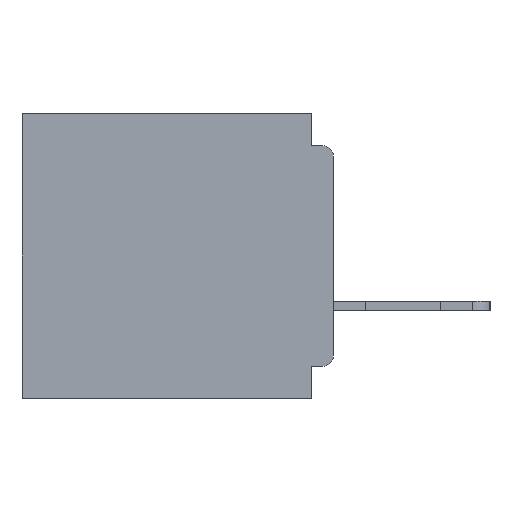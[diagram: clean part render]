
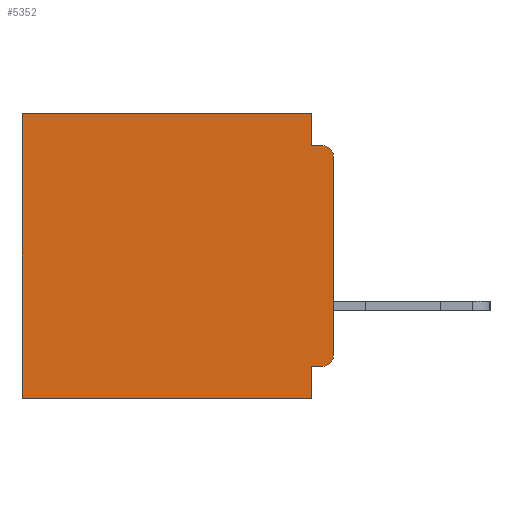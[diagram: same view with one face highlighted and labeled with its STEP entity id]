
A CAD part, left-side view. The second image highlights one B-rep face of the part: STEP entity #5352.
In plain terms, the highlighted planar face has unit normal (-1, 0, 0).
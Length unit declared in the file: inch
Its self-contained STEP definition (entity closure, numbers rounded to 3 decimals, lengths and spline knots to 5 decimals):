
#161 = DIRECTION ( 'NONE',  ( 0., 0., -1. ) ) ;
#221 = DIRECTION ( 'NONE',  ( 1., 0., 0. ) ) ;
#384 = CARTESIAN_POINT ( 'NONE',  ( 0.3, 0., -0.4 ) ) ;
#539 = DIRECTION ( 'NONE',  ( 0., 1., 0. ) ) ;
#807 = ORIENTED_EDGE ( 'NONE', *, *, #52259, .T. ) ;
#1989 = EDGE_CURVE ( 'NONE', #46624, #16150, #7008, .T. ) ;
#2196 = ORIENTED_EDGE ( 'NONE', *, *, #17453, .T. ) ;
#2942 = ORIENTED_EDGE ( 'NONE', *, *, #17927, .T. ) ;
#3671 = ORIENTED_EDGE ( 'NONE', *, *, #1989, .T. ) ;
#3708 = CARTESIAN_POINT ( 'NONE',  ( 0.3, 0., -0.06 ) ) ;
#4033 = VERTEX_POINT ( 'NONE', #47867 ) ;
#4214 = VERTEX_POINT ( 'NONE', #40469 ) ;
#5144 = VECTOR ( 'NONE', #52360, 39.37008 ) ;
#5291 = AXIS2_PLACEMENT_3D ( 'NONE', #384, #221, #161 ) ;
#5352 = ADVANCED_FACE ( 'NONE', ( #11387 ), #42380, .F. ) ;
#6296 = CARTESIAN_POINT ( 'NONE',  ( 0.3, 0.015, -0.355 ) ) ;
#7008 = CIRCLE ( 'NONE', #16391, 0.015 ) ;
#7522 = ORIENTED_EDGE ( 'NONE', *, *, #29129, .F. ) ;
#7921 = LINE ( 'NONE', #42283, #20656 ) ;
#9509 = EDGE_CURVE ( 'NONE', #38709, #16150, #42972, .T. ) ;
#9511 = LINE ( 'NONE', #17209, #20735 ) ;
#10101 = CARTESIAN_POINT ( 'NONE',  ( 0.3, 0.031, 0. ) ) ;
#11387 = FACE_OUTER_BOUND ( 'NONE', #18891, .T. ) ;
#11578 = DIRECTION ( 'NONE',  ( -1., 0., 0. ) ) ;
#13614 = CARTESIAN_POINT ( 'NONE',  ( 0.3, 0.015, -0.34 ) ) ;
#15618 = CARTESIAN_POINT ( 'NONE',  ( 0.3, 0.031, -0.4 ) ) ;
#16150 = VERTEX_POINT ( 'NONE', #37602 ) ;
#16391 = AXIS2_PLACEMENT_3D ( 'NONE', #30661, #11578, #37150 ) ;
#16583 = VERTEX_POINT ( 'NONE', #55753 ) ;
#17209 = CARTESIAN_POINT ( 'NONE',  ( 0.3, 0., -0.355 ) ) ;
#17244 = CIRCLE ( 'NONE', #46655, 0.015 ) ;
#17338 = VECTOR ( 'NONE', #30032, 39.37008 ) ;
#17453 = EDGE_CURVE ( 'NONE', #47452, #4033, #28236, .T. ) ;
#17627 = VECTOR ( 'NONE', #26836, 39.37008 ) ;
#17886 = LINE ( 'NONE', #38089, #5144 ) ;
#17927 = EDGE_CURVE ( 'NONE', #4033, #29555, #25173, .T. ) ;
#18420 = DIRECTION ( 'NONE',  ( 0., 0., -1. ) ) ;
#18891 = EDGE_LOOP ( 'NONE', ( #53152, #3671, #27004, #7522, #2196, #2942, #56011, #34274, #19465, #807 ) ) ;
#19465 = ORIENTED_EDGE ( 'NONE', *, *, #58694, .F. ) ;
#20656 = VECTOR ( 'NONE', #56330, 39.37008 ) ;
#20735 = VECTOR ( 'NONE', #55234, 39.37008 ) ;
#23487 = LINE ( 'NONE', #31353, #47206 ) ;
#23690 = VECTOR ( 'NONE', #28173, 39.37008 ) ;
#25173 = LINE ( 'NONE', #51792, #23690 ) ;
#25712 = CARTESIAN_POINT ( 'NONE',  ( 0.3, 0.437, -0.4 ) ) ;
#25739 = CARTESIAN_POINT ( 'NONE',  ( 0.3, 0.031, -0.045 ) ) ;
#26836 = DIRECTION ( 'NONE',  ( 0., -1., 0. ) ) ;
#27004 = ORIENTED_EDGE ( 'NONE', *, *, #9509, .F. ) ;
#28173 = DIRECTION ( 'NONE',  ( 0., 0., -1. ) ) ;
#28236 = LINE ( 'NONE', #29255, #42333 ) ;
#29129 = EDGE_CURVE ( 'NONE', #47452, #38709, #23487, .T. ) ;
#29255 = CARTESIAN_POINT ( 'NONE',  ( 0.3, 0., 0. ) ) ;
#29555 = VERTEX_POINT ( 'NONE', #25712 ) ;
#30032 = DIRECTION ( 'NONE',  ( 0., 0., -1. ) ) ;
#30091 = EDGE_CURVE ( 'NONE', #4214, #16583, #42680, .T. ) ;
#30661 = CARTESIAN_POINT ( 'NONE',  ( 0.3, 0.015, -0.06 ) ) ;
#30762 = VERTEX_POINT ( 'NONE', #6296 ) ;
#31353 = CARTESIAN_POINT ( 'NONE',  ( 0.3, 0.031, 0. ) ) ;
#31546 = EDGE_CURVE ( 'NONE', #16583, #29555, #17886, .T. ) ;
#34274 = ORIENTED_EDGE ( 'NONE', *, *, #30091, .F. ) ;
#34539 = VERTEX_POINT ( 'NONE', #52618 ) ;
#37150 = DIRECTION ( 'NONE',  ( 0., 0., -1. ) ) ;
#37602 = CARTESIAN_POINT ( 'NONE',  ( 0.3, 0.015, -0.045 ) ) ;
#38089 = CARTESIAN_POINT ( 'NONE',  ( 0.3, 0., -0.4 ) ) ;
#38709 = VERTEX_POINT ( 'NONE', #25739 ) ;
#39513 = EDGE_CURVE ( 'NONE', #46624, #34539, #7921, .T. ) ;
#40469 = CARTESIAN_POINT ( 'NONE',  ( 0.3, 0.031, -0.355 ) ) ;
#42283 = CARTESIAN_POINT ( 'NONE',  ( 0.3, 0., -0.4 ) ) ;
#42333 = VECTOR ( 'NONE', #539, 39.37008 ) ;
#42380 = PLANE ( 'NONE',  #5291 ) ;
#42680 = LINE ( 'NONE', #15618, #17338 ) ;
#42972 = LINE ( 'NONE', #54995, #17627 ) ;
#46624 = VERTEX_POINT ( 'NONE', #3708 ) ;
#46655 = AXIS2_PLACEMENT_3D ( 'NONE', #13614, #46891, #18420 ) ;
#46891 = DIRECTION ( 'NONE',  ( -1., 0., 0. ) ) ;
#47206 = VECTOR ( 'NONE', #59920, 39.37008 ) ;
#47452 = VERTEX_POINT ( 'NONE', #10101 ) ;
#47867 = CARTESIAN_POINT ( 'NONE',  ( 0.3, 0.437, 0. ) ) ;
#51792 = CARTESIAN_POINT ( 'NONE',  ( 0.3, 0.437, -0.4 ) ) ;
#52259 = EDGE_CURVE ( 'NONE', #30762, #34539, #17244, .T. ) ;
#52360 = DIRECTION ( 'NONE',  ( 0., 1., 0. ) ) ;
#52618 = CARTESIAN_POINT ( 'NONE',  ( 0.3, 0., -0.34 ) ) ;
#53152 = ORIENTED_EDGE ( 'NONE', *, *, #39513, .F. ) ;
#54995 = CARTESIAN_POINT ( 'NONE',  ( 0.3, 0., -0.045 ) ) ;
#55234 = DIRECTION ( 'NONE',  ( 0., 1., 0. ) ) ;
#55753 = CARTESIAN_POINT ( 'NONE',  ( 0.3, 0.031, -0.4 ) ) ;
#56011 = ORIENTED_EDGE ( 'NONE', *, *, #31546, .F. ) ;
#56330 = DIRECTION ( 'NONE',  ( 0., 0., -1. ) ) ;
#58694 = EDGE_CURVE ( 'NONE', #30762, #4214, #9511, .T. ) ;
#59920 = DIRECTION ( 'NONE',  ( 0., 0., -1. ) ) ;
